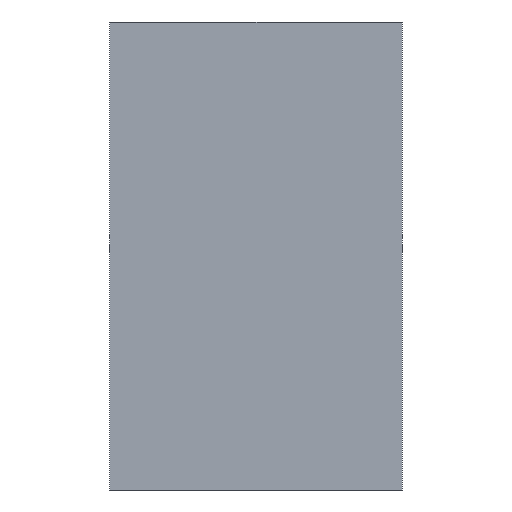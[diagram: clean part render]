
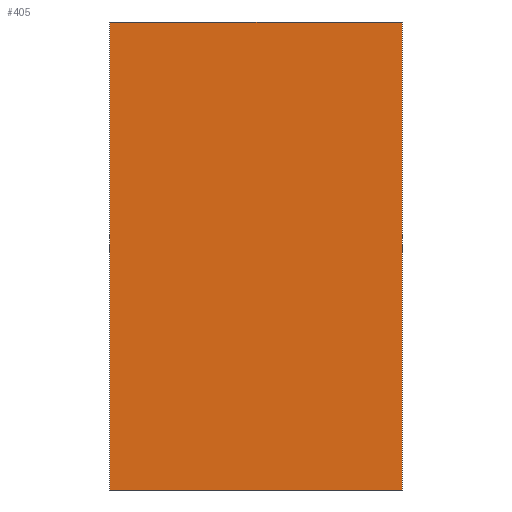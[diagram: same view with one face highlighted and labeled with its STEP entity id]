
A CAD part, left-side view. The second image highlights one B-rep face of the part: STEP entity #405.
In plain terms, the highlighted planar face has unit normal (-1, 0, 0).
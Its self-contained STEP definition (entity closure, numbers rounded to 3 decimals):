
#119 = DIRECTION ( 'NONE',  ( 0., -1., 0. ) ) ;
#129 = VERTEX_POINT ( 'NONE', #202 ) ;
#143 = CARTESIAN_POINT ( 'NONE',  ( -0.8, 0., -0.4 ) ) ;
#147 = CARTESIAN_POINT ( 'NONE',  ( -0.8, 0., 0.4 ) ) ;
#148 = FACE_OUTER_BOUND ( 'NONE', #524, .T. ) ;
#202 = CARTESIAN_POINT ( 'NONE',  ( -0.8, 0.5, -0.4 ) ) ;
#254 = ORIENTED_EDGE ( 'NONE', *, *, #438, .F. ) ;
#273 = DIRECTION ( 'NONE',  ( 0., -1., 0. ) ) ;
#286 = CARTESIAN_POINT ( 'NONE',  ( -0.8, 0., 0.4 ) ) ;
#312 = DIRECTION ( 'NONE',  ( 0., 0., -1. ) ) ;
#325 = ORIENTED_EDGE ( 'NONE', *, *, #736, .F. ) ;
#339 = CARTESIAN_POINT ( 'NONE',  ( -0.8, 0., -0.4 ) ) ;
#362 = DIRECTION ( 'NONE',  ( 0., 0., -1. ) ) ;
#398 = EDGE_CURVE ( 'NONE', #713, #129, #879, .T. ) ;
#405 = ADVANCED_FACE ( 'NONE', ( #148 ), #410, .F. ) ;
#410 = PLANE ( 'NONE',  #890 ) ;
#414 = ORIENTED_EDGE ( 'NONE', *, *, #767, .T. ) ;
#425 = LINE ( 'NONE', #703, #797 ) ;
#431 = DIRECTION ( 'NONE',  ( 1., 0., 0. ) ) ;
#438 = EDGE_CURVE ( 'NONE', #692, #873, #518, .T. ) ;
#443 = CARTESIAN_POINT ( 'NONE',  ( -0.8, 0.5, 0.4 ) ) ;
#486 = VECTOR ( 'NONE', #312, 1000. ) ;
#518 = LINE ( 'NONE', #147, #486 ) ;
#524 = EDGE_LOOP ( 'NONE', ( #414, #254, #325, #691 ) ) ;
#567 = VECTOR ( 'NONE', #825, 1000. ) ;
#691 = ORIENTED_EDGE ( 'NONE', *, *, #398, .T. ) ;
#692 = VERTEX_POINT ( 'NONE', #286 ) ;
#703 = CARTESIAN_POINT ( 'NONE',  ( -0.8, 0., 0.4 ) ) ;
#713 = VERTEX_POINT ( 'NONE', #877 ) ;
#736 = EDGE_CURVE ( 'NONE', #713, #692, #425, .T. ) ;
#737 = VECTOR ( 'NONE', #119, 1000. ) ;
#761 = LINE ( 'NONE', #339, #737 ) ;
#767 = EDGE_CURVE ( 'NONE', #129, #873, #761, .T. ) ;
#797 = VECTOR ( 'NONE', #273, 1000. ) ;
#825 = DIRECTION ( 'NONE',  ( 0., 0., -1. ) ) ;
#873 = VERTEX_POINT ( 'NONE', #143 ) ;
#877 = CARTESIAN_POINT ( 'NONE',  ( -0.8, 0.5, 0.4 ) ) ;
#879 = LINE ( 'NONE', #443, #567 ) ;
#890 = AXIS2_PLACEMENT_3D ( 'NONE', #946, #431, #362 ) ;
#946 = CARTESIAN_POINT ( 'NONE',  ( -0.8, 0., 0.4 ) ) ;
